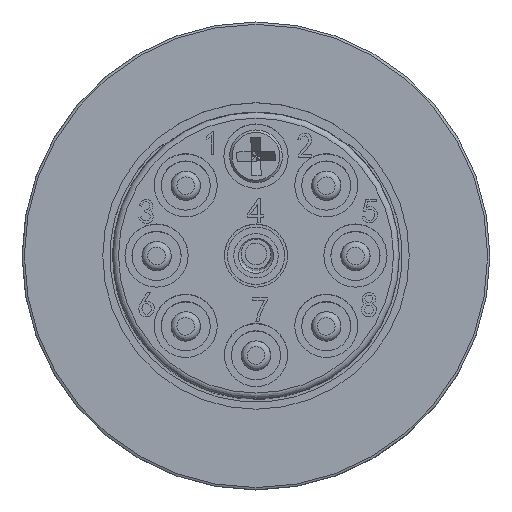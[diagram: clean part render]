
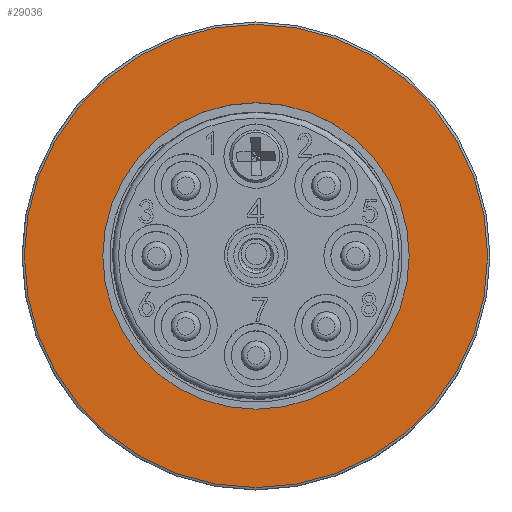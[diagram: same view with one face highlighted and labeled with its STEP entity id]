
A CAD part, top view. The second image highlights one B-rep face of the part: STEP entity #29036.
In plain terms, the highlighted planar face has unit normal (0, 0, 1).
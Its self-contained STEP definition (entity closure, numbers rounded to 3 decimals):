
#1433 = CIRCLE ( 'NONE', #4281, 13.1 ) ;
#2338 = PLANE ( 'NONE',  #25598 ) ;
#3478 = AXIS2_PLACEMENT_3D ( 'NONE', #16781, #43091, #29839 ) ;
#3920 = DIRECTION ( 'NONE',  ( 0., 0., 1. ) ) ;
#4281 = AXIS2_PLACEMENT_3D ( 'NONE', #11117, #3920, #31368 ) ;
#5265 = FACE_OUTER_BOUND ( 'NONE', #35040, .T. ) ;
#6415 = ORIENTED_EDGE ( 'NONE', *, *, #13738, .F. ) ;
#10816 = CARTESIAN_POINT ( 'NONE',  ( 0., -19.8, 2.5 ) ) ;
#11117 = CARTESIAN_POINT ( 'NONE',  ( 0., 0., 2.5 ) ) ;
#13738 = EDGE_CURVE ( 'NONE', #27016, #27016, #1433, .T. ) ;
#16781 = CARTESIAN_POINT ( 'NONE',  ( 0., 0., 2.5 ) ) ;
#22749 = CARTESIAN_POINT ( 'NONE',  ( 0., 0., 2.5 ) ) ;
#22751 = CARTESIAN_POINT ( 'NONE',  ( 0., -13.1, 2.5 ) ) ;
#22980 = FACE_BOUND ( 'NONE', #30148, .T. ) ;
#25598 = AXIS2_PLACEMENT_3D ( 'NONE', #22749, #43889, #25929 ) ;
#25929 = DIRECTION ( 'NONE',  ( 0., -1., 0. ) ) ;
#27016 = VERTEX_POINT ( 'NONE', #22751 ) ;
#29036 = ADVANCED_FACE ( 'NONE', ( #5265, #22980 ), #2338, .T. ) ;
#29839 = DIRECTION ( 'NONE',  ( 0., -1., 0. ) ) ;
#30148 = EDGE_LOOP ( 'NONE', ( #6415 ) ) ;
#31368 = DIRECTION ( 'NONE',  ( 0., -1., 0. ) ) ;
#35040 = EDGE_LOOP ( 'NONE', ( #40131 ) ) ;
#37946 = CIRCLE ( 'NONE', #3478, 19.8 ) ;
#39826 = VERTEX_POINT ( 'NONE', #10816 ) ;
#40131 = ORIENTED_EDGE ( 'NONE', *, *, #42237, .T. ) ;
#42237 = EDGE_CURVE ( 'NONE', #39826, #39826, #37946, .T. ) ;
#43091 = DIRECTION ( 'NONE',  ( 0., 0., 1. ) ) ;
#43889 = DIRECTION ( 'NONE',  ( 0., 0., 1. ) ) ;
